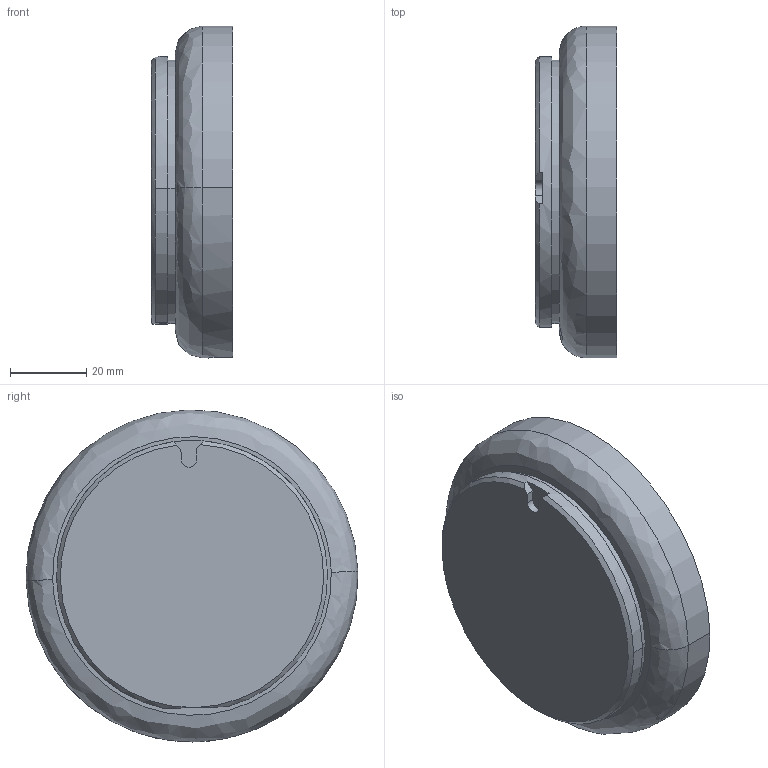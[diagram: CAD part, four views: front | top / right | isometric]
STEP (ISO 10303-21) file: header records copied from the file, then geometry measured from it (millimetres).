
FILE_DESCRIPTION (( 'STEP AP203' ), '1' );
FILE_NAME ('i10_25_Default_sldprt.STEP', '2023-11-12T11:46:10', ( '' ), ( '' ), 'SwSTEP 2.0', 'SolidWorks 2021', '' );
FILE_SCHEMA (( 'CONFIG_CONTROL_DESIGN' ));
Length unit declared in the file: millimetre
Products named in the file (1): i10_25_Default_sldprt
Bounding box: 21.3 x 86.97 x 86.98 mm (x, y, z)
Volume: 78071.2 mm3; surface area: 18335 mm2
Topology: 1 solids, 1 shells, 46 faces, 118 edges, 77 vertices
Faces by surface type: cylinder 20, plane 19, cone 5, bspline 2
Entity records: 1588 total; most frequent: CARTESIAN_POINT 370, DIRECTION 247, ORIENTED_EDGE 236, EDGE_CURVE 118, AXIS2_PLACEMENT_3D 96, VERTEX_POINT 77, VECTOR 55, LINE 55
